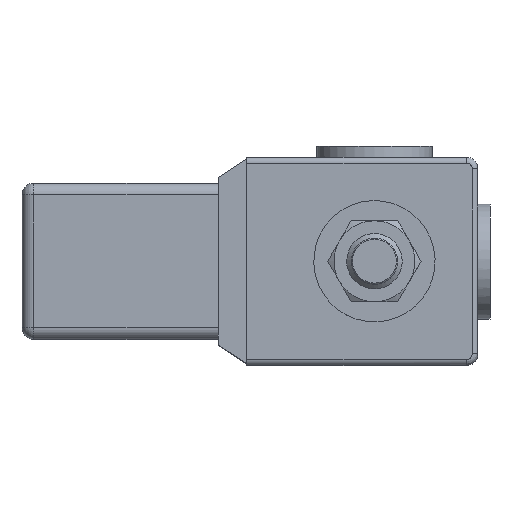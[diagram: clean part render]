
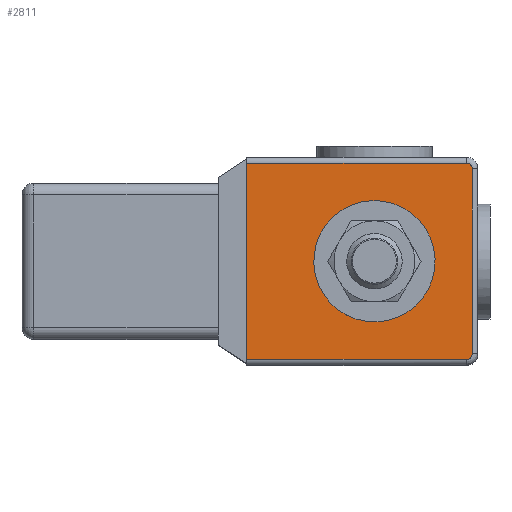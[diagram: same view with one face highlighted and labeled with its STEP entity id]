
A CAD part, top view. The second image highlights one B-rep face of the part: STEP entity #2811.
In plain terms, the highlighted planar face has unit normal (0, 0, 1).
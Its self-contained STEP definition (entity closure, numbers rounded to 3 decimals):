
#143=LINE('',#4215,#314);
#144=LINE('',#4217,#315);
#145=LINE('',#4219,#316);
#146=LINE('',#4223,#317);
#314=VECTOR('',#3391,38.);
#315=VECTOR('',#3392,34.);
#316=VECTOR('',#3393,38.);
#317=VECTOR('',#3396,32.);
#485=PLANE('',#3024);
#617=FACE_BOUND('',#866,.T.);
#659=FACE_OUTER_BOUND('',#865,.T.);
#865=EDGE_LOOP('',(#1931,#1932,#1933,#1934,#1935,#1936));
#866=EDGE_LOOP('',(#1937));
#1088=CIRCLE('',#3025,1.);
#1089=CIRCLE('',#3026,1.);
#1090=CIRCLE('',#3027,10.5);
#1236=VERTEX_POINT('',#4213);
#1237=VERTEX_POINT('',#4214);
#1238=VERTEX_POINT('',#4216);
#1239=VERTEX_POINT('',#4218);
#1240=VERTEX_POINT('',#4220);
#1241=VERTEX_POINT('',#4222);
#1242=VERTEX_POINT('',#4225);
#1500=EDGE_CURVE('',#1236,#1237,#143,.T.);
#1501=EDGE_CURVE('',#1238,#1236,#144,.T.);
#1502=EDGE_CURVE('',#1239,#1238,#145,.T.);
#1503=EDGE_CURVE('',#1240,#1239,#1088,.T.);
#1504=EDGE_CURVE('',#1241,#1240,#146,.T.);
#1505=EDGE_CURVE('',#1237,#1241,#1089,.T.);
#1506=EDGE_CURVE('',#1242,#1242,#1090,.T.);
#1931=ORIENTED_EDGE('',*,*,#1500,.F.);
#1932=ORIENTED_EDGE('',*,*,#1501,.F.);
#1933=ORIENTED_EDGE('',*,*,#1502,.F.);
#1934=ORIENTED_EDGE('',*,*,#1503,.F.);
#1935=ORIENTED_EDGE('',*,*,#1504,.F.);
#1936=ORIENTED_EDGE('',*,*,#1505,.F.);
#1937=ORIENTED_EDGE('',*,*,#1506,.F.);
#2811=ADVANCED_FACE('',(#659,#617),#485,.T.);
#3024=AXIS2_PLACEMENT_3D('',#4212,#3389,#3390);
#3025=AXIS2_PLACEMENT_3D('',#4221,#3394,#3395);
#3026=AXIS2_PLACEMENT_3D('',#4224,#3397,#3398);
#3027=AXIS2_PLACEMENT_3D('',#4226,#3399,#3400);
#3389=DIRECTION('center_axis',(0.,0.,
1.));
#3390=DIRECTION('ref_axis',(0.,-1.,0.));
#3391=DIRECTION('',(1.,0.,0.));
#3392=DIRECTION('',(0.,1.,0.));
#3393=DIRECTION('',(-1.,0.,0.));
#3394=DIRECTION('center_axis',(0.,0.,
-1.));
#3395=DIRECTION('ref_axis',(0.707,-0.707,0.));
#3396=DIRECTION('',(0.,-1.,0.));
#3397=DIRECTION('center_axis',(0.,0.,
-1.));
#3398=DIRECTION('ref_axis',(0.707,0.707,0.));
#3399=DIRECTION('center_axis',(0.,0.,
1.));
#3400=DIRECTION('ref_axis',(0.041,-0.999,0.));
#4212=CARTESIAN_POINT('Origin',(-2.1,0.,
88.55));
#4213=CARTESIAN_POINT('',(-22.1,17.,88.55));
#4214=CARTESIAN_POINT('',(15.9,17.,88.55));
#4215=CARTESIAN_POINT('',(-12.1,17.,88.55));
#4216=CARTESIAN_POINT('',(-22.1,-17.,88.55));
#4217=CARTESIAN_POINT('',(-22.1,18.,88.55));
#4218=CARTESIAN_POINT('',(15.9,-17.,88.55));
#4219=CARTESIAN_POINT('',(7.9,-17.,88.55));
#4220=CARTESIAN_POINT('',(16.9,-16.,88.55));
#4221=CARTESIAN_POINT('Origin',(15.9,-16.,88.55));
#4222=CARTESIAN_POINT('',(16.9,16.,88.55));
#4223=CARTESIAN_POINT('',(16.9,9.,88.55));
#4224=CARTESIAN_POINT('Origin',(15.9,16.,88.55));
#4225=CARTESIAN_POINT('',(-0.435,10.491,88.55));
#4226=CARTESIAN_POINT('Origin',(0.,0.,
88.55));
